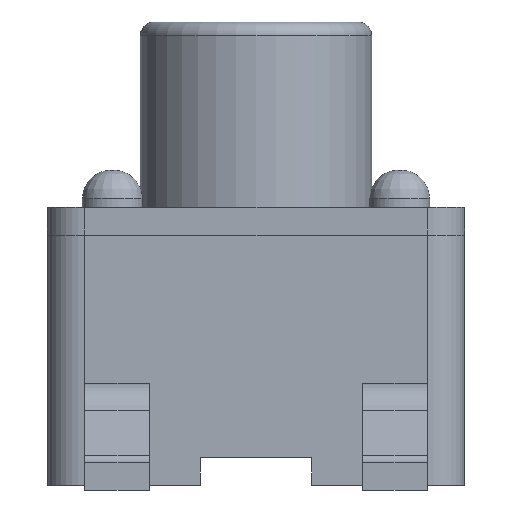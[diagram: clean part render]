
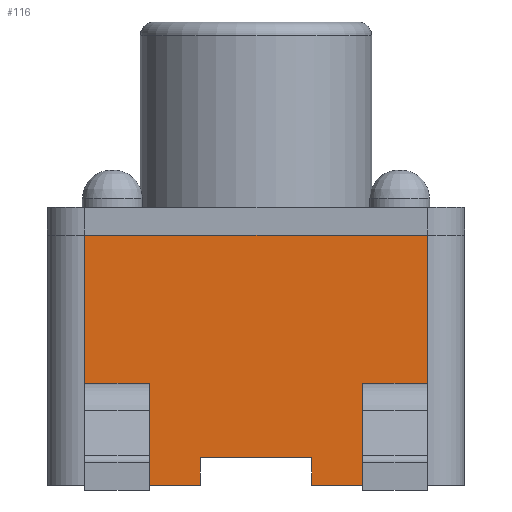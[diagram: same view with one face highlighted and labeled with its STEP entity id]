
A CAD part, left-side view. The second image highlights one B-rep face of the part: STEP entity #116.
In plain terms, the highlighted planar face has unit normal (-1, 0, 0).
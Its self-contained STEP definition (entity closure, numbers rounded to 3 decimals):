
#13=DIRECTION('',(0.,0.,1.));
#22=VERTEX_POINT('',#23);
#23=CARTESIAN_POINT('',(-2.25,-1.85,0.));
#30=DIRECTION('',(0.,-1.,0.));
#38=DIRECTION('',(1.,0.,0.));
#44=VECTOR('',#45,1.);
#45=DIRECTION('',(0.,1.,0.));
#75=VERTEX_POINT('',#76);
#76=CARTESIAN_POINT('',(-2.25,-0.6,0.));
#79=EDGE_CURVE('',#75,#22,#80,.T.);
#80=LINE('',#81,#82);
#81=CARTESIAN_POINT('',(-2.25,2.25,0.));
#82=VECTOR('',#30,1.);
#93=VECTOR('',#13,1.);
#96=VERTEX_POINT('',#97);
#97=CARTESIAN_POINT('',(-2.25,-1.85,2.7));
#101=ORIENTED_EDGE('',*,*,#102,.F.);
#102=EDGE_CURVE('',#103,#96,#105,.T.);
#103=VERTEX_POINT('',#104);
#104=CARTESIAN_POINT('',(-2.25,-1.85,1.1));
#105=LINE('',#23,#93);
#108=VERTEX_POINT('',#109);
#109=CARTESIAN_POINT('',(-2.25,-1.85,0.8));
#111=ORIENTED_EDGE('',*,*,#112,.F.);
#112=EDGE_CURVE('',#22,#108,#105,.T.);
#116=ADVANCED_FACE('',(#117),#182,.F.);
#117=FACE_BOUND('',#118,.F.);
#118=EDGE_LOOP('',(#119,#125,#130,#137,#142,#147,#151,#101,#155,#160,#165,#111,#168,#169,#174,#179));
#119=ORIENTED_EDGE('',*,*,#120,.F.);
#120=EDGE_CURVE('',#121,#123,#80,.T.);
#121=VERTEX_POINT('',#122);
#122=CARTESIAN_POINT('',(-2.25,1.85,0.));
#123=VERTEX_POINT('',#124);
#124=CARTESIAN_POINT('',(-2.25,0.6,0.));
#125=ORIENTED_EDGE('',*,*,#126,.T.);
#126=EDGE_CURVE('',#121,#127,#129,.T.);
#127=VERTEX_POINT('',#128);
#128=CARTESIAN_POINT('',(-2.25,1.85,0.8));
#129=LINE('',#122,#93);
#130=ORIENTED_EDGE('',*,*,#131,.T.);
#131=EDGE_CURVE('',#127,#132,#134,.T.);
#132=VERTEX_POINT('',#133);
#133=CARTESIAN_POINT('',(-2.25,1.15,0.8));
#134=LINE('',#128,#135);
#135=VECTOR('',#136,1.);
#136=DIRECTION('',(0.,-1.,0.));
#137=ORIENTED_EDGE('',*,*,#138,.T.);
#138=EDGE_CURVE('',#132,#139,#141,.T.);
#139=VERTEX_POINT('',#140);
#140=CARTESIAN_POINT('',(-2.25,1.15,1.1));
#141=LINE('',#133,#93);
#142=ORIENTED_EDGE('',*,*,#143,.F.);
#143=EDGE_CURVE('',#144,#139,#146,.T.);
#144=VERTEX_POINT('',#145);
#145=CARTESIAN_POINT('',(-2.25,1.85,1.1));
#146=LINE('',#145,#135);
#147=ORIENTED_EDGE('',*,*,#148,.T.);
#148=EDGE_CURVE('',#144,#149,#129,.T.);
#149=VERTEX_POINT('',#150);
#150=CARTESIAN_POINT('',(-2.25,1.85,2.7));
#151=ORIENTED_EDGE('',*,*,#152,.T.);
#152=EDGE_CURVE('',#149,#96,#153,.T.);
#153=LINE('',#154,#82);
#154=CARTESIAN_POINT('',(-2.25,2.25,2.7));
#155=ORIENTED_EDGE('',*,*,#156,.F.);
#156=EDGE_CURVE('',#157,#103,#159,.T.);
#157=VERTEX_POINT('',#158);
#158=CARTESIAN_POINT('',(-2.25,-1.15,1.1));
#159=LINE('',#158,#135);
#160=ORIENTED_EDGE('',*,*,#161,.F.);
#161=EDGE_CURVE('',#162,#157,#164,.T.);
#162=VERTEX_POINT('',#163);
#163=CARTESIAN_POINT('',(-2.25,-1.15,0.8));
#164=LINE('',#163,#93);
#165=ORIENTED_EDGE('',*,*,#166,.T.);
#166=EDGE_CURVE('',#162,#108,#167,.T.);
#167=LINE('',#163,#135);
#168=ORIENTED_EDGE('',*,*,#79,.F.);
#169=ORIENTED_EDGE('',*,*,#170,.T.);
#170=EDGE_CURVE('',#75,#171,#173,.T.);
#171=VERTEX_POINT('',#172);
#172=CARTESIAN_POINT('',(-2.25,-0.6,0.3));
#173=LINE('',#76,#93);
#174=ORIENTED_EDGE('',*,*,#175,.T.);
#175=EDGE_CURVE('',#171,#176,#178,.T.);
#176=VERTEX_POINT('',#177);
#177=CARTESIAN_POINT('',(-2.25,0.6,0.3));
#178=LINE('',#172,#44);
#179=ORIENTED_EDGE('',*,*,#180,.F.);
#180=EDGE_CURVE('',#123,#176,#181,.T.);
#181=LINE('',#124,#93);
#182=PLANE('',#183);
#183=AXIS2_PLACEMENT_3D('',#81,#38,#30);
